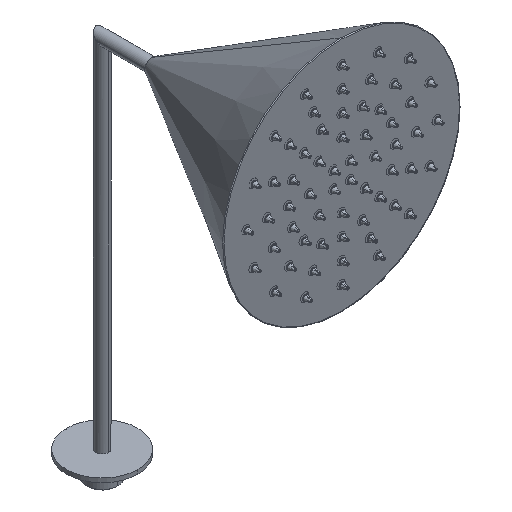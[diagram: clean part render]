
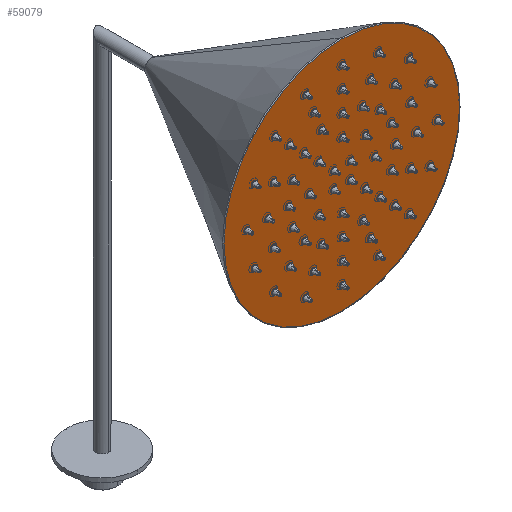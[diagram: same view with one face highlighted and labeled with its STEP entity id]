
A CAD part, isometric view. The second image highlights one B-rep face of the part: STEP entity #59079.
In plain terms, the highlighted planar face has unit normal (0, -1, 0).
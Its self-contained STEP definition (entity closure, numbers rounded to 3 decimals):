
#16263 = ORIENTED_EDGE ( 'NONE', *, *, #36180, .T. ) ;
#28449 = DIRECTION ( 'NONE',  ( 0., -1., 0. ) ) ;
#29273 = CARTESIAN_POINT ( 'NONE',  ( 0., 0., 0. ) ) ;
#35908 = CIRCLE ( 'NONE', #37266, 99.125 ) ;
#36180 = EDGE_CURVE ( 'NONE', #43429, #68351, #47924, .T. ) ;
#36579 = PLANE ( 'NONE',  #72948 ) ;
#36979 = FACE_OUTER_BOUND ( 'NONE', #68929, .T. ) ;
#37266 = AXIS2_PLACEMENT_3D ( 'NONE', #64739, #28449, #65138 ) ;
#43429 = VERTEX_POINT ( 'NONE', #61249 ) ;
#45778 = DIRECTION ( 'NONE',  ( 0., 0., -1. ) ) ;
#47924 = CIRCLE ( 'NONE', #68801, 99.125 ) ;
#48385 = DIRECTION ( 'NONE',  ( 0., 0., -1. ) ) ;
#57981 = DIRECTION ( 'NONE',  ( 0., -1., 0. ) ) ;
#59079 = ADVANCED_FACE ( 'NONE', ( #36979 ), #36579, .T. ) ;
#61082 = ORIENTED_EDGE ( 'NONE', *, *, #76470, .T. ) ;
#61249 = CARTESIAN_POINT ( 'NONE',  ( 0., 0., -99.125 ) ) ;
#64739 = CARTESIAN_POINT ( 'NONE',  ( 0., 0., 0. ) ) ;
#65138 = DIRECTION ( 'NONE',  ( 0., 0., -1. ) ) ;
#68351 = VERTEX_POINT ( 'NONE', #68443 ) ;
#68443 = CARTESIAN_POINT ( 'NONE',  ( 0., 0., 99.125 ) ) ;
#68801 = AXIS2_PLACEMENT_3D ( 'NONE', #69848, #57981, #45778 ) ;
#68929 = EDGE_LOOP ( 'NONE', ( #16263, #61082 ) ) ;
#69848 = CARTESIAN_POINT ( 'NONE',  ( 0., 0., 0. ) ) ;
#72948 = AXIS2_PLACEMENT_3D ( 'NONE', #29273, #79016, #48385 ) ;
#76470 = EDGE_CURVE ( 'NONE', #68351, #43429, #35908, .T. ) ;
#79016 = DIRECTION ( 'NONE',  ( 0., -1., 0. ) ) ;
